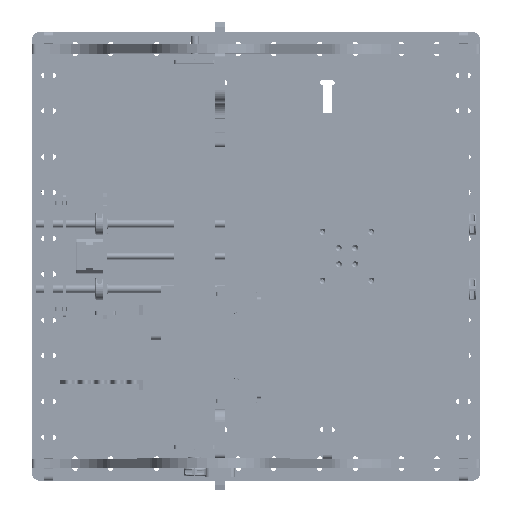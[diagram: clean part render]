
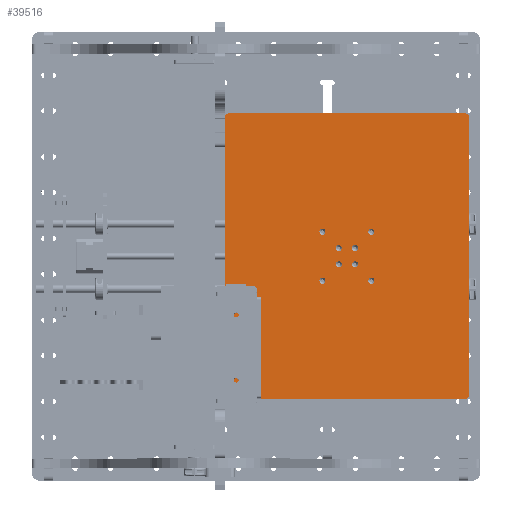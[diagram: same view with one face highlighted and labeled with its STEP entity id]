
A CAD part, top view. The second image highlights one B-rep face of the part: STEP entity #39516.
In plain terms, the highlighted planar face has unit normal (0, 0, 1).
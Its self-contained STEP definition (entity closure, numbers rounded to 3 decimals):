
#1583=FACE_BOUND('',#8118,.T.);
#1584=FACE_BOUND('',#8119,.T.);
#1585=FACE_BOUND('',#8120,.T.);
#1586=FACE_BOUND('',#8121,.T.);
#1587=FACE_BOUND('',#8122,.T.);
#1588=FACE_BOUND('',#8123,.T.);
#1589=FACE_BOUND('',#8124,.T.);
#1590=FACE_BOUND('',#8125,.T.);
#1591=FACE_BOUND('',#8126,.T.);
#2968=CIRCLE('',#42977,5.);
#2969=CIRCLE('',#42980,3.75);
#2970=CIRCLE('',#42981,3.75);
#2971=CIRCLE('',#42982,3.75);
#2972=CIRCLE('',#42983,3.75);
#2973=CIRCLE('',#42984,3.75);
#2974=CIRCLE('',#42985,3.75);
#2975=CIRCLE('',#42986,3.75);
#2976=CIRCLE('',#42987,3.75);
#2977=CIRCLE('',#42988,5.);
#2978=CIRCLE('',#42989,5.);
#2979=CIRCLE('',#42990,5.);
#8118=EDGE_LOOP('',(#35419));
#8119=EDGE_LOOP('',(#35420));
#8120=EDGE_LOOP('',(#35421));
#8121=EDGE_LOOP('',(#35422));
#8122=EDGE_LOOP('',(#35423));
#8123=EDGE_LOOP('',(#35424));
#8124=EDGE_LOOP('',(#35425));
#8125=EDGE_LOOP('',(#35426));
#8126=EDGE_LOOP('',(#35427,#35428,#35429,#35430,#35431,#35432,#35433,#35434));
#12028=LINE('',#64889,#15982);
#12031=LINE('',#64911,#15985);
#12032=LINE('',#64915,#15986);
#12033=LINE('',#64919,#15987);
#15982=VECTOR('',#53373,340.);
#15985=VECTOR('',#53394,290.);
#15986=VECTOR('',#53397,340.);
#15987=VECTOR('',#53400,290.);
#19698=VERTEX_POINT('',#64882);
#19699=VERTEX_POINT('',#64884);
#19700=VERTEX_POINT('',#64888);
#19702=VERTEX_POINT('',#64894);
#19703=VERTEX_POINT('',#64896);
#19704=VERTEX_POINT('',#64898);
#19705=VERTEX_POINT('',#64900);
#19706=VERTEX_POINT('',#64902);
#19707=VERTEX_POINT('',#64904);
#19708=VERTEX_POINT('',#64906);
#19709=VERTEX_POINT('',#64908);
#19710=VERTEX_POINT('',#64910);
#19711=VERTEX_POINT('',#64912);
#19712=VERTEX_POINT('',#64914);
#19713=VERTEX_POINT('',#64916);
#19714=VERTEX_POINT('',#64918);
#25010=EDGE_CURVE('',#19698,#19699,#2968,.T.);
#25012=EDGE_CURVE('',#19699,#19700,#12028,.T.);
#25015=EDGE_CURVE('',#19702,#19702,#2969,.T.);
#25016=EDGE_CURVE('',#19703,#19703,#2970,.T.);
#25017=EDGE_CURVE('',#19704,#19704,#2971,.T.);
#25018=EDGE_CURVE('',#19705,#19705,#2972,.T.);
#25019=EDGE_CURVE('',#19706,#19706,#2973,.T.);
#25020=EDGE_CURVE('',#19707,#19707,#2974,.T.);
#25021=EDGE_CURVE('',#19708,#19708,#2975,.T.);
#25022=EDGE_CURVE('',#19709,#19709,#2976,.T.);
#25023=EDGE_CURVE('',#19710,#19698,#12031,.T.);
#25024=EDGE_CURVE('',#19711,#19710,#2977,.T.);
#25025=EDGE_CURVE('',#19712,#19711,#12032,.T.);
#25026=EDGE_CURVE('',#19713,#19712,#2978,.T.);
#25027=EDGE_CURVE('',#19714,#19713,#12033,.T.);
#25028=EDGE_CURVE('',#19700,#19714,#2979,.T.);
#35419=ORIENTED_EDGE('',*,*,#25015,.T.);
#35420=ORIENTED_EDGE('',*,*,#25016,.T.);
#35421=ORIENTED_EDGE('',*,*,#25017,.T.);
#35422=ORIENTED_EDGE('',*,*,#25018,.T.);
#35423=ORIENTED_EDGE('',*,*,#25019,.T.);
#35424=ORIENTED_EDGE('',*,*,#25020,.T.);
#35425=ORIENTED_EDGE('',*,*,#25021,.T.);
#35426=ORIENTED_EDGE('',*,*,#25022,.T.);
#35427=ORIENTED_EDGE('',*,*,#25010,.F.);
#35428=ORIENTED_EDGE('',*,*,#25023,.F.);
#35429=ORIENTED_EDGE('',*,*,#25024,.F.);
#35430=ORIENTED_EDGE('',*,*,#25025,.F.);
#35431=ORIENTED_EDGE('',*,*,#25026,.F.);
#35432=ORIENTED_EDGE('',*,*,#25027,.F.);
#35433=ORIENTED_EDGE('',*,*,#25028,.F.);
#35434=ORIENTED_EDGE('',*,*,#25012,.F.);
#37618=PLANE('',#42979);
#39516=ADVANCED_FACE('',(#1583,#1584,#1585,#1586,#1587,#1588,#1589,#1590,
#1591),#37618,.T.);
#42977=AXIS2_PLACEMENT_3D('',#64885,#53368,#53369);
#42979=AXIS2_PLACEMENT_3D('',#64893,#53376,#53377);
#42980=AXIS2_PLACEMENT_3D('',#64895,#53378,#53379);
#42981=AXIS2_PLACEMENT_3D('',#64897,#53380,#53381);
#42982=AXIS2_PLACEMENT_3D('',#64899,#53382,#53383);
#42983=AXIS2_PLACEMENT_3D('',#64901,#53384,#53385);
#42984=AXIS2_PLACEMENT_3D('',#64903,#53386,#53387);
#42985=AXIS2_PLACEMENT_3D('',#64905,#53388,#53389);
#42986=AXIS2_PLACEMENT_3D('',#64907,#53390,#53391);
#42987=AXIS2_PLACEMENT_3D('',#64909,#53392,#53393);
#42988=AXIS2_PLACEMENT_3D('',#64913,#53395,#53396);
#42989=AXIS2_PLACEMENT_3D('',#64917,#53398,#53399);
#42990=AXIS2_PLACEMENT_3D('',#64920,#53401,#53402);
#53368=DIRECTION('center_axis',(0.,0.,-1.));
#53369=DIRECTION('ref_axis',(-0.707,-0.707,0.));
#53373=DIRECTION('',(0.,1.,0.));
#53376=DIRECTION('center_axis',(0.,0.,1.));
#53377=DIRECTION('ref_axis',(1.,0.,0.));
#53378=DIRECTION('center_axis',(0.,0.,-1.));
#53379=DIRECTION('ref_axis',(1.,0.,0.));
#53380=DIRECTION('center_axis',(0.,0.,-1.));
#53381=DIRECTION('ref_axis',(1.,0.,0.));
#53382=DIRECTION('center_axis',(0.,0.,-1.));
#53383=DIRECTION('ref_axis',(1.,0.,0.));
#53384=DIRECTION('center_axis',(0.,0.,-1.));
#53385=DIRECTION('ref_axis',(1.,0.,0.));
#53386=DIRECTION('center_axis',(0.,0.,-1.));
#53387=DIRECTION('ref_axis',(1.,0.,0.));
#53388=DIRECTION('center_axis',(0.,0.,-1.));
#53389=DIRECTION('ref_axis',(1.,0.,0.));
#53390=DIRECTION('center_axis',(0.,0.,-1.));
#53391=DIRECTION('ref_axis',(1.,0.,0.));
#53392=DIRECTION('center_axis',(0.,0.,-1.));
#53393=DIRECTION('ref_axis',(1.,0.,0.));
#53394=DIRECTION('',(-1.,0.,0.));
#53395=DIRECTION('center_axis',(0.,0.,-1.));
#53396=DIRECTION('ref_axis',(0.707,-0.707,0.));
#53397=DIRECTION('',(0.,-1.,0.));
#53398=DIRECTION('center_axis',(0.,0.,-1.));
#53399=DIRECTION('ref_axis',(0.707,0.707,0.));
#53400=DIRECTION('',(1.,0.,0.));
#53401=DIRECTION('center_axis',(0.,0.,-1.));
#53402=DIRECTION('ref_axis',(-0.707,0.707,0.));
#64882=CARTESIAN_POINT('',(-145.,-175.,0.));
#64884=CARTESIAN_POINT('',(-150.,-170.,0.));
#64885=CARTESIAN_POINT('Origin',(-145.,-170.,0.));
#64888=CARTESIAN_POINT('',(-150.,170.,0.));
#64889=CARTESIAN_POINT('',(-150.,-175.,0.));
#64893=CARTESIAN_POINT('Origin',(0.,0.,0.));
#64894=CARTESIAN_POINT('',(-6.25,-10.,0.));
#64895=CARTESIAN_POINT('Origin',(-10.,-10.,0.));
#64896=CARTESIAN_POINT('',(-6.25,10.,0.));
#64897=CARTESIAN_POINT('Origin',(-10.,10.,0.));
#64898=CARTESIAN_POINT('',(-26.25,-30.,0.));
#64899=CARTESIAN_POINT('Origin',(-30.,-30.,0.));
#64900=CARTESIAN_POINT('',(-26.25,30.,0.));
#64901=CARTESIAN_POINT('Origin',(-30.,30.,0.));
#64902=CARTESIAN_POINT('',(33.75,30.,0.));
#64903=CARTESIAN_POINT('Origin',(30.,30.,0.));
#64904=CARTESIAN_POINT('',(33.75,-30.,0.));
#64905=CARTESIAN_POINT('Origin',(30.,-30.,0.));
#64906=CARTESIAN_POINT('',(13.75,10.,0.));
#64907=CARTESIAN_POINT('Origin',(10.,10.,0.));
#64908=CARTESIAN_POINT('',(13.75,-10.,0.));
#64909=CARTESIAN_POINT('Origin',(10.,-10.,0.));
#64910=CARTESIAN_POINT('',(145.,-175.,0.));
#64911=CARTESIAN_POINT('',(150.,-175.,0.));
#64912=CARTESIAN_POINT('',(150.,-170.,0.));
#64913=CARTESIAN_POINT('Origin',(145.,-170.,0.));
#64914=CARTESIAN_POINT('',(150.,170.,0.));
#64915=CARTESIAN_POINT('',(150.,175.,0.));
#64916=CARTESIAN_POINT('',(145.,175.,0.));
#64917=CARTESIAN_POINT('Origin',(145.,170.,0.));
#64918=CARTESIAN_POINT('',(-145.,175.,0.));
#64919=CARTESIAN_POINT('',(-150.,175.,0.));
#64920=CARTESIAN_POINT('Origin',(-145.,170.,0.));
